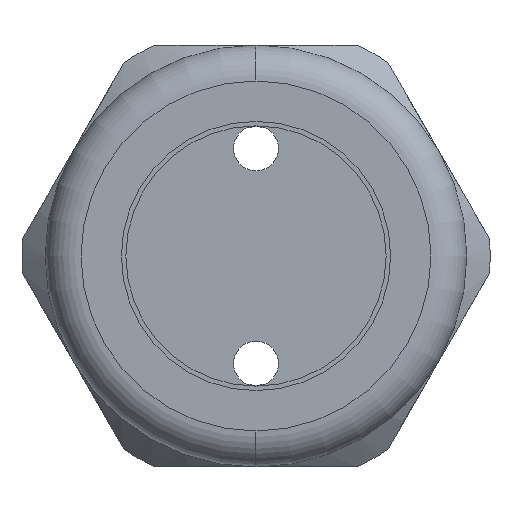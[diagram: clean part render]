
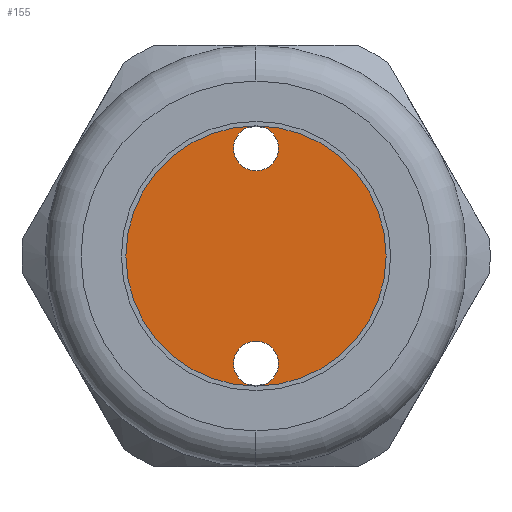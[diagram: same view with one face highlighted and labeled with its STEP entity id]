
A CAD part, left-side view. The second image highlights one B-rep face of the part: STEP entity #155.
In plain terms, the highlighted planar face has unit normal (-1, 0, 0).
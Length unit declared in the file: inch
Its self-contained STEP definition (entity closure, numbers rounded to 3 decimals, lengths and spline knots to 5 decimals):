
#65 = EDGE_CURVE ( 'NONE', #438, #487, #2209, .T. ) ;
#67 = ORIENTED_EDGE ( 'NONE', *, *, #436, .F. ) ;
#68 = EDGE_LOOP ( 'NONE', ( #356, #224 ) ) ;
#77 = EDGE_CURVE ( 'NONE', #370, #369, #2186, .T. ) ;
#86 = ORIENTED_EDGE ( 'NONE', *, *, #88, .F. ) ;
#88 = EDGE_CURVE ( 'NONE', #402, #397, #2230, .T. ) ;
#90 = EDGE_LOOP ( 'NONE', ( #166, #67 ) ) ;
#144 = EDGE_LOOP ( 'NONE', ( #86, #163 ) ) ;
#155 = ADVANCED_FACE ( 'NONE', ( #2366, #2365, #2364 ), #2363, .T. ) ;
#163 = ORIENTED_EDGE ( 'NONE', *, *, #401, .F. ) ;
#166 = ORIENTED_EDGE ( 'NONE', *, *, #65, .F. ) ;
#224 = ORIENTED_EDGE ( 'NONE', *, *, #447, .T. ) ;
#356 = ORIENTED_EDGE ( 'NONE', *, *, #77, .T. ) ;
#369 = VERTEX_POINT ( 'NONE', #2740 ) ;
#370 = VERTEX_POINT ( 'NONE', #2739 ) ;
#397 = VERTEX_POINT ( 'NONE', #2821 ) ;
#401 = EDGE_CURVE ( 'NONE', #397, #402, #2820, .T. ) ;
#402 = VERTEX_POINT ( 'NONE', #2814 ) ;
#436 = EDGE_CURVE ( 'NONE', #487, #438, #2861, .T. ) ;
#438 = VERTEX_POINT ( 'NONE', #2921 ) ;
#447 = EDGE_CURVE ( 'NONE', #369, #370, #2905, .T. ) ;
#487 = VERTEX_POINT ( 'NONE', #3018 ) ;
#2185 = AXIS2_PLACEMENT_3D ( 'NONE', #2190, #2247, #2246 ) ;
#2186 = CIRCLE ( 'NONE', #2185, 0.29 ) ;
#2190 = CARTESIAN_POINT ( 'NONE',  ( -1.35, 0., 0. ) ) ;
#2205 = DIRECTION ( 'NONE',  ( 0., 0., 1. ) ) ;
#2206 = DIRECTION ( 'NONE',  ( -1., 0., 0. ) ) ;
#2207 = CARTESIAN_POINT ( 'NONE',  ( -1.35, 0., -0.2398 ) ) ;
#2208 = AXIS2_PLACEMENT_3D ( 'NONE', #2207, #2206, #2205 ) ;
#2209 = CIRCLE ( 'NONE', #2208, 0.05 ) ;
#2227 = DIRECTION ( 'NONE',  ( 0., 0., -1. ) ) ;
#2228 = DIRECTION ( 'NONE',  ( -1., 0., 0. ) ) ;
#2229 = AXIS2_PLACEMENT_3D ( 'NONE', #2236, #2228, #2227 ) ;
#2230 = CIRCLE ( 'NONE', #2229, 0.05 ) ;
#2236 = CARTESIAN_POINT ( 'NONE',  ( -1.35, 0., 0.2398 ) ) ;
#2246 = DIRECTION ( 'NONE',  ( 0., 0., 1. ) ) ;
#2247 = DIRECTION ( 'NONE',  ( -1., 0., 0. ) ) ;
#2359 = DIRECTION ( 'NONE',  ( 0., 0., 1. ) ) ;
#2360 = DIRECTION ( 'NONE',  ( -1., 0., 0. ) ) ;
#2361 = CARTESIAN_POINT ( 'NONE',  ( -1.35, 0., 0. ) ) ;
#2362 = AXIS2_PLACEMENT_3D ( 'NONE', #2361, #2360, #2359 ) ;
#2363 = PLANE ( 'NONE',  #2362 ) ;
#2364 = FACE_OUTER_BOUND ( 'NONE', #68, .T. ) ;
#2365 = FACE_BOUND ( 'NONE', #90, .T. ) ;
#2366 = FACE_BOUND ( 'NONE', #144, .T. ) ;
#2739 = CARTESIAN_POINT ( 'NONE',  ( -1.35, 0., 0.29 ) ) ;
#2740 = CARTESIAN_POINT ( 'NONE',  ( -1.35, 0., -0.29 ) ) ;
#2814 = CARTESIAN_POINT ( 'NONE',  ( -1.35, 0., 0.2898 ) ) ;
#2816 = DIRECTION ( 'NONE',  ( 0., 0., -1. ) ) ;
#2817 = DIRECTION ( 'NONE',  ( -1., 0., 0. ) ) ;
#2818 = CARTESIAN_POINT ( 'NONE',  ( -1.35, 0., 0.2398 ) ) ;
#2819 = AXIS2_PLACEMENT_3D ( 'NONE', #2818, #2817, #2816 ) ;
#2820 = CIRCLE ( 'NONE', #2819, 0.05 ) ;
#2821 = CARTESIAN_POINT ( 'NONE',  ( -1.35, 0., 0.1898 ) ) ;
#2859 = CARTESIAN_POINT ( 'NONE',  ( -1.35, 0., -0.2398 ) ) ;
#2860 = AXIS2_PLACEMENT_3D ( 'NONE', #2859, #2923, #2922 ) ;
#2861 = CIRCLE ( 'NONE', #2860, 0.05 ) ;
#2901 = DIRECTION ( 'NONE',  ( 0., 0., 1. ) ) ;
#2902 = DIRECTION ( 'NONE',  ( -1., 0., 0. ) ) ;
#2903 = CARTESIAN_POINT ( 'NONE',  ( -1.35, 0., 0. ) ) ;
#2904 = AXIS2_PLACEMENT_3D ( 'NONE', #2903, #2902, #2901 ) ;
#2905 = CIRCLE ( 'NONE', #2904, 0.29 ) ;
#2921 = CARTESIAN_POINT ( 'NONE',  ( -1.35, 0., -0.1898 ) ) ;
#2922 = DIRECTION ( 'NONE',  ( 0., 0., 1. ) ) ;
#2923 = DIRECTION ( 'NONE',  ( -1., 0., 0. ) ) ;
#3018 = CARTESIAN_POINT ( 'NONE',  ( -1.35, 0., -0.2898 ) ) ;
